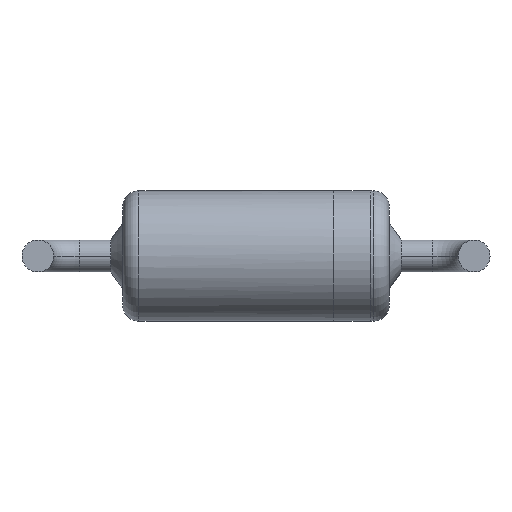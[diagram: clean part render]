
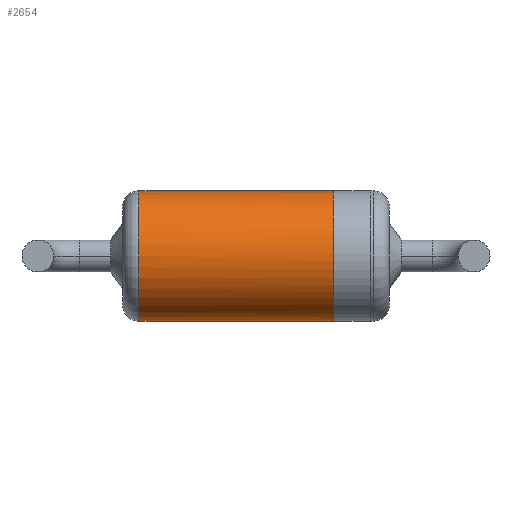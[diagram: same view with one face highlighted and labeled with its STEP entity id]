
A CAD part, front view. The second image highlights one B-rep face of the part: STEP entity #2654.
In plain terms, the highlighted cylindrical face has radius 1.14 mm (diameter 2.28 mm), a partial arc.
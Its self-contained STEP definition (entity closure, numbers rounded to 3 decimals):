
#288 = LINE ( 'NONE', #1840, #3730 ) ;
#334 = VERTEX_POINT ( 'NONE', #3296 ) ;
#386 = CARTESIAN_POINT ( 'NONE',  ( 1.765, 1.64, 1.14 ) ) ;
#470 = AXIS2_PLACEMENT_3D ( 'NONE', #1776, #1068, #4607 ) ;
#505 = DIRECTION ( 'NONE',  ( 0., 0., 1. ) ) ;
#606 = CARTESIAN_POINT ( 'NONE',  ( 1.765, 1.64, -1.14 ) ) ;
#627 = VECTOR ( 'NONE', #3144, 1000. ) ;
#705 = VERTEX_POINT ( 'NONE', #386 ) ;
#713 = EDGE_CURVE ( 'NONE', #334, #4369, #5143, .T. ) ;
#1068 = DIRECTION ( 'NONE',  ( -1., 0., 0. ) ) ;
#1079 = CARTESIAN_POINT ( 'NONE',  ( 5.17, 0.644, 0.574 ) ) ;
#1102 = CARTESIAN_POINT ( 'NONE',  ( 5.17, 0.939, -0.912 ) ) ;
#1155 = CARTESIAN_POINT ( 'NONE',  ( 5.17, 0.644, -0.574 ) ) ;
#1577 = EDGE_LOOP ( 'NONE', ( #2966, #3975, #1685, #2736 ) ) ;
#1628 = CYLINDRICAL_SURFACE ( 'NONE', #4307, 1.14 ) ;
#1685 = ORIENTED_EDGE ( 'NONE', *, *, #3063, .T. ) ;
#1776 = CARTESIAN_POINT ( 'NONE',  ( 1.765, 1.64, 0. ) ) ;
#1840 = CARTESIAN_POINT ( 'NONE',  ( 1.27, 1.64, 1.14 ) ) ;
#1862 = CARTESIAN_POINT ( 'NONE',  ( 5.17, 0.939, 0.912 ) ) ;
#1919 = CARTESIAN_POINT ( 'NONE',  ( 5.17, 0.53, 0.298 ) ) ;
#1998 = DIRECTION ( 'NONE',  ( -1., 0., 0. ) ) ;
#2282 = CARTESIAN_POINT ( 'NONE',  ( 5.17, 0.53, -0.298 ) ) ;
#2436 = FACE_OUTER_BOUND ( 'NONE', #1577, .T. ) ;
#2649 = CARTESIAN_POINT ( 'NONE',  ( 5.17, 0.728, 0.701 ) ) ;
#2654 = ADVANCED_FACE ( 'NONE', ( #2436 ), #1628, .T. ) ;
#2675 = CARTESIAN_POINT ( 'NONE',  ( 5.17, 1.491, 1.14 ) ) ;
#2690 = CARTESIAN_POINT ( 'NONE',  ( 1.27, 1.64, -1.14 ) ) ;
#2710 = B_SPLINE_CURVE_WITH_KNOTS ( 'NONE', 3,
 ( #2719, #3145, #4318, #3881, #1102, #3047, #1155, #2282, #3490, #5088, #1919, #1079, #2649, #1862, #3932, #4271, #2675, #5068 ),
 .UNSPECIFIED., .F., .F.,
 ( 4, 2, 2, 2, 2, 2, 2, 2, 4 ),
 ( 0.5, 0.563, 0.625, 0.688, 0.75, 0.813, 0.875, 0.938, 1. ),
 .UNSPECIFIED. ) ;
#2719 = CARTESIAN_POINT ( 'NONE',  ( 5.17, 1.64, -1.14 ) ) ;
#2736 = ORIENTED_EDGE ( 'NONE', *, *, #4341, .F. ) ;
#2962 = VERTEX_POINT ( 'NONE', #3197 ) ;
#2966 = ORIENTED_EDGE ( 'NONE', *, *, #713, .F. ) ;
#3047 = CARTESIAN_POINT ( 'NONE',  ( 5.17, 0.728, -0.701 ) ) ;
#3063 = EDGE_CURVE ( 'NONE', #2962, #705, #288, .T. ) ;
#3144 = DIRECTION ( 'NONE',  ( -1., 0., 0. ) ) ;
#3145 = CARTESIAN_POINT ( 'NONE',  ( 5.17, 1.491, -1.14 ) ) ;
#3197 = CARTESIAN_POINT ( 'NONE',  ( 5.17, 1.64, 1.14 ) ) ;
#3296 = CARTESIAN_POINT ( 'NONE',  ( 5.17, 1.64, -1.14 ) ) ;
#3490 = CARTESIAN_POINT ( 'NONE',  ( 5.17, 0.5, -0.149 ) ) ;
#3730 = VECTOR ( 'NONE', #3833, 1000. ) ;
#3833 = DIRECTION ( 'NONE',  ( -1., 0., 0. ) ) ;
#3881 = CARTESIAN_POINT ( 'NONE',  ( 5.17, 1.066, -0.996 ) ) ;
#3932 = CARTESIAN_POINT ( 'NONE',  ( 5.17, 1.066, 0.996 ) ) ;
#3975 = ORIENTED_EDGE ( 'NONE', *, *, #4266, .T. ) ;
#4266 = EDGE_CURVE ( 'NONE', #334, #2962, #2710, .T. ) ;
#4271 = CARTESIAN_POINT ( 'NONE',  ( 5.17, 1.342, 1.11 ) ) ;
#4307 = AXIS2_PLACEMENT_3D ( 'NONE', #4433, #1998, #505 ) ;
#4318 = CARTESIAN_POINT ( 'NONE',  ( 5.17, 1.342, -1.11 ) ) ;
#4341 = EDGE_CURVE ( 'NONE', #4369, #705, #4732, .T. ) ;
#4369 = VERTEX_POINT ( 'NONE', #606 ) ;
#4433 = CARTESIAN_POINT ( 'NONE',  ( 1.27, 1.64, 0. ) ) ;
#4607 = DIRECTION ( 'NONE',  ( 0., 0., 1. ) ) ;
#4732 = CIRCLE ( 'NONE', #470, 1.14 ) ;
#5068 = CARTESIAN_POINT ( 'NONE',  ( 5.17, 1.64, 1.14 ) ) ;
#5088 = CARTESIAN_POINT ( 'NONE',  ( 5.17, 0.5, 0.149 ) ) ;
#5143 = LINE ( 'NONE', #2690, #627 ) ;
